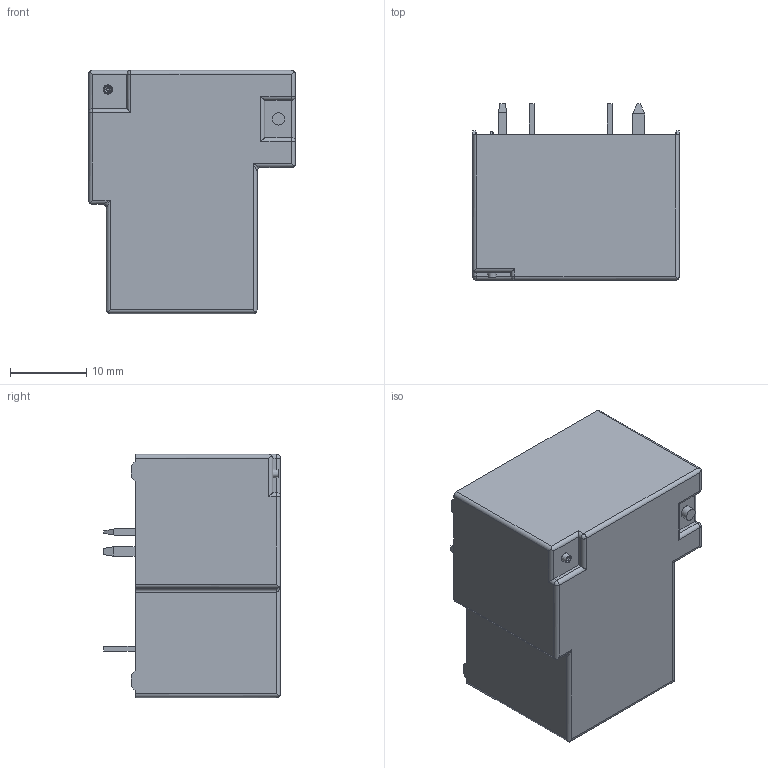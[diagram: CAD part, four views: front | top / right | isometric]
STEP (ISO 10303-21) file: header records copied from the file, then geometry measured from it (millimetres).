
FILE_DESCRIPTION(/* description */ (''),/* implementation_level */ '2;1');
FILE_NAME(/* name */ '',/* time_stamp */ '2018-05-15T10:45:27+08:00',/* author */ (''),/* organization */ (''),/* preprocessor_version */ 'ST-DEVELOPER v15',/* originating_system */ 'SIEMENS PLM Software NX 8.5',/* authorisation */ '');
FILE_SCHEMA (('AP203_CONFIGURATION_CONTROLLED_3D_DESIGN_OF_MECHANICAL_PARTS_AND_ASSEMBLIES_MIM_LF { 1 0 10303 403 2 1 2}'));
Length unit declared in the file: millimetre
Products named in the file (1): 130517B07D57r0wo
Bounding box: 27 x 23.1 x 31.8 mm (x, y, z)
Volume: 3410.5 mm3; surface area: 7432.1 mm2
Topology: 6 solids, 6 shells, 489 faces, 1210 edges, 745 vertices
Faces by surface type: plane 284, cylinder 166, torus 16, bspline 11, sphere 8, cone 4
Full cylindrical faces by diameter (mm): 1.6 x1, 3.2 x1
Entity records: 14374 total; most frequent: CARTESIAN_POINT 2579, DIRECTION 2475, ORIENTED_EDGE 2388, EDGE_CURVE 1194, LINE 871, VECTOR 871, AXIS2_PLACEMENT_3D 802, VERTEX_POINT 742
